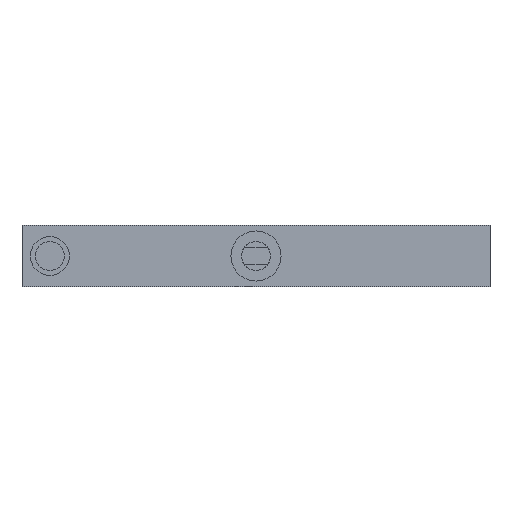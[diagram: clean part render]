
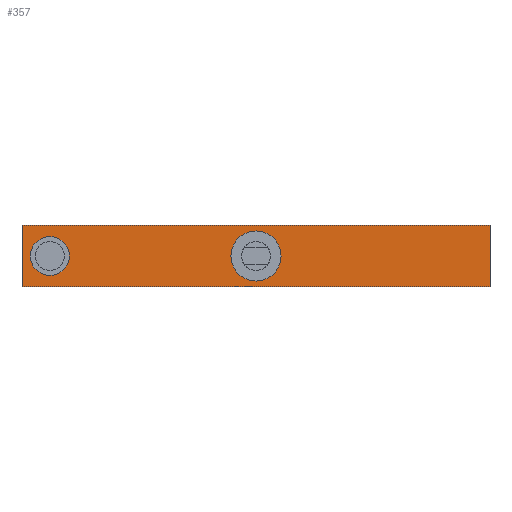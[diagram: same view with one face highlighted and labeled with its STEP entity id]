
A CAD part, front view. The second image highlights one B-rep face of the part: STEP entity #357.
In plain terms, the highlighted planar face has unit normal (0, -1, 0).
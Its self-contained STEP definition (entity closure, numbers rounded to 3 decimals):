
#13 = AXIS2_PLACEMENT_3D ( 'NONE', #1430, #961, #259 ) ;
#52 = CARTESIAN_POINT ( 'NONE',  ( -42., -4., 11. ) ) ;
#65 = CARTESIAN_POINT ( 'NONE',  ( 0., -4., 0. ) ) ;
#72 = AXIS2_PLACEMENT_3D ( 'NONE', #438, #1289, #430 ) ;
#98 = DIRECTION ( 'NONE',  ( 1., 0., 0. ) ) ;
#104 = FACE_BOUND ( 'NONE', #1491, .T. ) ;
#107 = VECTOR ( 'NONE', #265, 1000. ) ;
#108 = CARTESIAN_POINT ( 'NONE',  ( -42., -4., 11. ) ) ;
#161 = ORIENTED_EDGE ( 'NONE', *, *, #227, .T. ) ;
#184 = DIRECTION ( 'NONE',  ( 0., -1., 0. ) ) ;
#185 = ORIENTED_EDGE ( 'NONE', *, *, #601, .F. ) ;
#227 = EDGE_CURVE ( 'NONE', #852, #1026, #1052, .T. ) ;
#259 = DIRECTION ( 'NONE',  ( 0., 0., 1. ) ) ;
#265 = DIRECTION ( 'NONE',  ( 0., 0., -1. ) ) ;
#276 = ORIENTED_EDGE ( 'NONE', *, *, #960, .F. ) ;
#357 = ADVANCED_FACE ( 'NONE', ( #359, #104, #1226 ), #1560, .F. ) ;
#359 = FACE_BOUND ( 'NONE', #1071, .T. ) ;
#365 = CIRCLE ( 'NONE', #1302, 4.5 ) ;
#372 = LINE ( 'NONE', #750, #107 ) ;
#401 = VECTOR ( 'NONE', #663, 1000. ) ;
#412 = VERTEX_POINT ( 'NONE', #1092 ) ;
#430 = DIRECTION ( 'NONE',  ( 0., 0., 1. ) ) ;
#437 = EDGE_CURVE ( 'NONE', #1199, #852, #1270, .T. ) ;
#438 = CARTESIAN_POINT ( 'NONE',  ( -37., -4., 5.5 ) ) ;
#476 = CIRCLE ( 'NONE', #984, 3.5 ) ;
#489 = VERTEX_POINT ( 'NONE', #867 ) ;
#519 = AXIS2_PLACEMENT_3D ( 'NONE', #569, #184, #1044 ) ;
#537 = ORIENTED_EDGE ( 'NONE', *, *, #689, .F. ) ;
#569 = CARTESIAN_POINT ( 'NONE',  ( 0., -4., 5.5 ) ) ;
#579 = CARTESIAN_POINT ( 'NONE',  ( -42., -4., 0. ) ) ;
#601 = EDGE_CURVE ( 'NONE', #1415, #489, #760, .T. ) ;
#662 = DIRECTION ( 'NONE',  ( 0., -1., 0. ) ) ;
#663 = DIRECTION ( 'NONE',  ( 0., 0., -1. ) ) ;
#689 = EDGE_CURVE ( 'NONE', #412, #993, #821, .T. ) ;
#699 = DIRECTION ( 'NONE',  ( 0., 0., 1. ) ) ;
#702 = ORIENTED_EDGE ( 'NONE', *, *, #1267, .F. ) ;
#705 = EDGE_CURVE ( 'NONE', #993, #412, #365, .T. ) ;
#738 = VERTEX_POINT ( 'NONE', #1066 ) ;
#750 = CARTESIAN_POINT ( 'NONE',  ( 42., -4., 11. ) ) ;
#760 = CIRCLE ( 'NONE', #72, 3.5 ) ;
#810 = LINE ( 'NONE', #1184, #1085 ) ;
#812 = CARTESIAN_POINT ( 'NONE',  ( 0., -4., 5.5 ) ) ;
#821 = CIRCLE ( 'NONE', #519, 4.5 ) ;
#852 = VERTEX_POINT ( 'NONE', #579 ) ;
#853 = CARTESIAN_POINT ( 'NONE',  ( -37., -4., 2. ) ) ;
#867 = CARTESIAN_POINT ( 'NONE',  ( -37., -4., 9. ) ) ;
#887 = EDGE_LOOP ( 'NONE', ( #161, #276, #702, #980 ) ) ;
#898 = CARTESIAN_POINT ( 'NONE',  ( -37., -4., 5.5 ) ) ;
#935 = DIRECTION ( 'NONE',  ( 1., 0., 0. ) ) ;
#960 = EDGE_CURVE ( 'NONE', #738, #1026, #372, .T. ) ;
#961 = DIRECTION ( 'NONE',  ( 0., 1., 0. ) ) ;
#980 = ORIENTED_EDGE ( 'NONE', *, *, #437, .T. ) ;
#984 = AXIS2_PLACEMENT_3D ( 'NONE', #898, #662, #1495 ) ;
#993 = VERTEX_POINT ( 'NONE', #1463 ) ;
#1005 = ORIENTED_EDGE ( 'NONE', *, *, #705, .F. ) ;
#1026 = VERTEX_POINT ( 'NONE', #1067 ) ;
#1044 = DIRECTION ( 'NONE',  ( 0., 0., 1. ) ) ;
#1052 = LINE ( 'NONE', #65, #1190 ) ;
#1066 = CARTESIAN_POINT ( 'NONE',  ( 42., -4., 11. ) ) ;
#1067 = CARTESIAN_POINT ( 'NONE',  ( 42., -4., 0. ) ) ;
#1071 = EDGE_LOOP ( 'NONE', ( #1144, #185 ) ) ;
#1085 = VECTOR ( 'NONE', #935, 1000. ) ;
#1092 = CARTESIAN_POINT ( 'NONE',  ( 0., -4., 10. ) ) ;
#1100 = EDGE_CURVE ( 'NONE', #489, #1415, #476, .T. ) ;
#1144 = ORIENTED_EDGE ( 'NONE', *, *, #1100, .F. ) ;
#1184 = CARTESIAN_POINT ( 'NONE',  ( 0., -4., 11. ) ) ;
#1190 = VECTOR ( 'NONE', #98, 1000. ) ;
#1199 = VERTEX_POINT ( 'NONE', #108 ) ;
#1226 = FACE_OUTER_BOUND ( 'NONE', #887, .T. ) ;
#1267 = EDGE_CURVE ( 'NONE', #1199, #738, #810, .T. ) ;
#1270 = LINE ( 'NONE', #52, #401 ) ;
#1289 = DIRECTION ( 'NONE',  ( 0., -1., 0. ) ) ;
#1295 = DIRECTION ( 'NONE',  ( 0., -1., 0. ) ) ;
#1302 = AXIS2_PLACEMENT_3D ( 'NONE', #812, #1295, #699 ) ;
#1415 = VERTEX_POINT ( 'NONE', #853 ) ;
#1430 = CARTESIAN_POINT ( 'NONE',  ( 0., -4., 11. ) ) ;
#1463 = CARTESIAN_POINT ( 'NONE',  ( 0., -4., 1. ) ) ;
#1491 = EDGE_LOOP ( 'NONE', ( #537, #1005 ) ) ;
#1495 = DIRECTION ( 'NONE',  ( 0., 0., 1. ) ) ;
#1560 = PLANE ( 'NONE',  #13 ) ;
